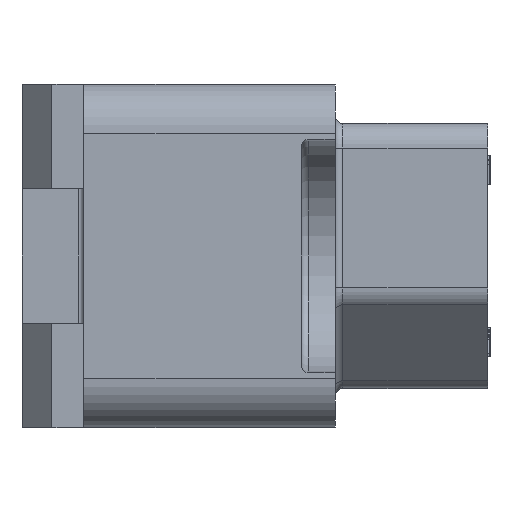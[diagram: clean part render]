
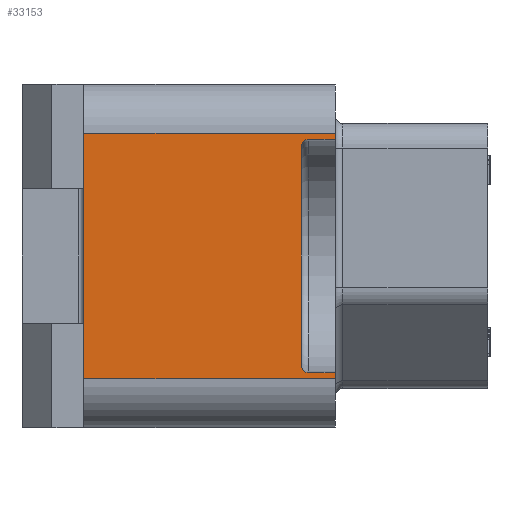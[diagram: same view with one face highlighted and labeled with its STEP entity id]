
A CAD part, left-side view. The second image highlights one B-rep face of the part: STEP entity #33153.
In plain terms, the highlighted planar face has unit normal (-1, 0, 0).
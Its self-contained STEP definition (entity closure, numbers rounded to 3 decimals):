
#1074=DIRECTION('',(0.,-1.,0.));
#1075=VECTOR('',#1074,10.25);
#1076=CARTESIAN_POINT('',(-40.,10.25,5.));
#1077=LINE('',#1076,#1075);
#1083=DIRECTION('',(0.,0.,1.));
#1084=VECTOR('',#1083,8.9);
#1085=CARTESIAN_POINT('',(-40.,1.4,-4.45));
#1086=LINE('',#1085,#1084);
#1087=DIRECTION('',(0.,1.,0.));
#1088=VECTOR('',#1087,1.1);
#1089=CARTESIAN_POINT('',(-40.,0.,-4.75));
#1090=LINE('',#1089,#1088);
#1091=DIRECTION('',(0.,0.,-1.));
#1092=VECTOR('',#1091,0.25);
#1093=CARTESIAN_POINT('',(-40.,0.,-4.75));
#1094=LINE('',#1093,#1092);
#1095=DIRECTION('',(0.,0.,-1.));
#1096=VECTOR('',#1095,0.25);
#1097=CARTESIAN_POINT('',(-40.,0.,5.));
#1098=LINE('',#1097,#1096);
#1099=DIRECTION('',(0.,1.,0.));
#1100=VECTOR('',#1099,1.1);
#1101=CARTESIAN_POINT('',(-40.,0.,4.75));
#1102=LINE('',#1101,#1100);
#1126=CARTESIAN_POINT('',(-40.,1.1,-4.45));
#1127=DIRECTION('',(1.,0.,0.));
#1128=DIRECTION('',(0.,0.,-1.));
#1129=AXIS2_PLACEMENT_3D('',#1126,#1127,#1128);
#1150=CARTESIAN_POINT('',(-40.,1.1,4.45));
#1151=DIRECTION('',(1.,0.,0.));
#1152=DIRECTION('',(0.,1.,0.));
#1153=AXIS2_PLACEMENT_3D('',#1150,#1151,#1152);
#1354=DIRECTION('',(0.,0.,-1.));
#1355=VECTOR('',#1354,10.);
#1356=CARTESIAN_POINT('',(-40.,10.25,5.));
#1357=LINE('',#1356,#1355);
#1407=DIRECTION('',(0.,1.,0.));
#1408=VECTOR('',#1407,10.25);
#1409=CARTESIAN_POINT('',(-40.,0.,-5.));
#1410=LINE('',#1409,#1408);
#26380=CARTESIAN_POINT('',(-40.,0.,5.));
#26381=VERTEX_POINT('',#26380);
#26382=CARTESIAN_POINT('',(-40.,10.25,5.));
#26383=VERTEX_POINT('',#26382);
#26388=CARTESIAN_POINT('',(-40.,10.25,-5.));
#26389=VERTEX_POINT('',#26388);
#26390=CARTESIAN_POINT('',(-40.,0.,-5.));
#26391=VERTEX_POINT('',#26390);
#26400=CARTESIAN_POINT('',(-40.,0.,-4.75));
#26402=VERTEX_POINT('',#26400);
#26406=CARTESIAN_POINT('',(-40.,0.,4.75));
#26407=VERTEX_POINT('',#26406);
#26617=CARTESIAN_POINT('',(-40.,1.4,-4.45));
#26619=VERTEX_POINT('',#26617);
#26621=CARTESIAN_POINT('',(-40.,1.1,-4.75));
#26623=VERTEX_POINT('',#26621);
#26628=CARTESIAN_POINT('',(-40.,1.4,4.45));
#26629=VERTEX_POINT('',#26628);
#26630=CARTESIAN_POINT('',(-40.,1.1,4.75));
#26631=VERTEX_POINT('',#26630);
#33129=CARTESIAN_POINT('',(-40.,0.,7.));
#33130=DIRECTION('',(-1.,0.,0.));
#33131=DIRECTION('',(0.,1.,0.));
#33132=AXIS2_PLACEMENT_3D('',#33129,#33130,#33131);
#33133=PLANE('',#33132);
#33135=ORIENTED_EDGE('',*,*,#33134,.F.);
#33137=ORIENTED_EDGE('',*,*,#33136,.F.);
#33139=ORIENTED_EDGE('',*,*,#33138,.F.);
#33140=ORIENTED_EDGE('',*,*,#32939,.T.);
#33142=ORIENTED_EDGE('',*,*,#33141,.T.);
#33144=ORIENTED_EDGE('',*,*,#33143,.F.);
#33145=ORIENTED_EDGE('',*,*,#33122,.T.);
#33146=ORIENTED_EDGE('',*,*,#32947,.T.);
#33148=ORIENTED_EDGE('',*,*,#33147,.T.);
#33150=ORIENTED_EDGE('',*,*,#33149,.F.);
#33151=EDGE_LOOP('',(#33135,#33137,#33139,#33140,#33142,#33144,#33145,#33146,
#33148,#33150));
#33152=FACE_OUTER_BOUND('',#33151,.F.);
#33153=ADVANCED_FACE('',(#33152),#33133,.T.);
#1130=CIRCLE('',#1129,0.3);
#1154=CIRCLE('',#1153,0.3);
#32939=EDGE_CURVE('',#26402,#26391,#1094,.T.);
#32947=EDGE_CURVE('',#26381,#26407,#1098,.T.);
#33122=EDGE_CURVE('',#26383,#26381,#1077,.T.);
#33134=EDGE_CURVE('',#26619,#26629,#1086,.T.);
#33136=EDGE_CURVE('',#26623,#26619,#1130,.T.);
#33138=EDGE_CURVE('',#26402,#26623,#1090,.T.);
#33141=EDGE_CURVE('',#26391,#26389,#1410,.T.);
#33143=EDGE_CURVE('',#26383,#26389,#1357,.T.);
#33147=EDGE_CURVE('',#26407,#26631,#1102,.T.);
#33149=EDGE_CURVE('',#26629,#26631,#1154,.T.);
